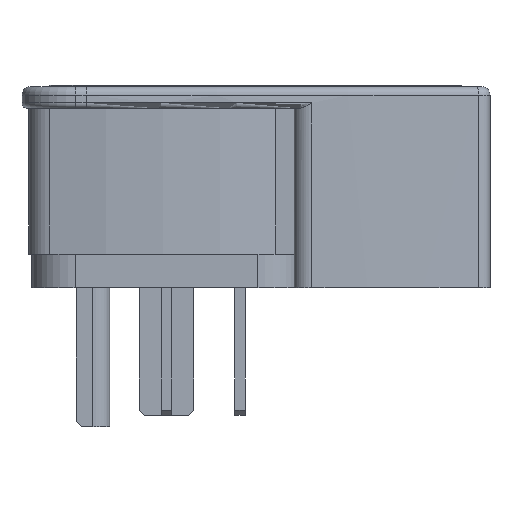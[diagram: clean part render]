
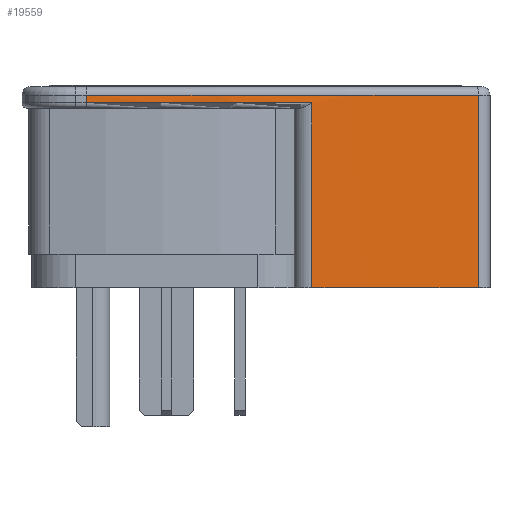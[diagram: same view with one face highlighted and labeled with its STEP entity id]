
A CAD part, left-side view. The second image highlights one B-rep face of the part: STEP entity #19559.
In plain terms, the highlighted cylindrical face has radius 762.247 mm (diameter 1524.49 mm), a partial arc.
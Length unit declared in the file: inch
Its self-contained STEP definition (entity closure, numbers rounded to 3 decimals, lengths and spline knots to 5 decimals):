
#81 = ORIENTED_EDGE ( 'NONE', *, *, #112066, .T. ) ;
#905 = AXIS2_PLACEMENT_3D ( 'NONE', #112756, #52978, #33553 ) ;
#2489 = VECTOR ( 'NONE', #20300, 39.37008 ) ;
#6043 = DIRECTION ( 'NONE',  ( 0., 0., -1. ) ) ;
#9979 = VERTEX_POINT ( 'NONE', #100526 ) ;
#11729 = VECTOR ( 'NONE', #6043, 39.37008 ) ;
#11979 = CARTESIAN_POINT ( 'NONE',  ( 28.62572, 0.5, 0. ) ) ;
#14155 = DIRECTION ( 'NONE',  ( 0., 0., -1. ) ) ;
#14729 = CARTESIAN_POINT ( 'NONE',  ( -1.1597, -3.16225, 1.797 ) ) ;
#16929 = ORIENTED_EDGE ( 'NONE', *, *, #38637, .T. ) ;
#19559 = ADVANCED_FACE ( 'NONE', ( #28133 ), #83630, .T. ) ;
#20300 = DIRECTION ( 'NONE',  ( 0., 0., -1. ) ) ;
#28133 = FACE_OUTER_BOUND ( 'NONE', #35561, .T. ) ;
#28970 = ORIENTED_EDGE ( 'NONE', *, *, #82242, .T. ) ;
#33553 = DIRECTION ( 'NONE',  ( -1., 0., 0. ) ) ;
#34550 = DIRECTION ( 'NONE',  ( 0., 0., 1. ) ) ;
#35561 = EDGE_LOOP ( 'NONE', ( #16929, #81, #28970, #50717, #99189, #122067 ) ) ;
#35860 = VECTOR ( 'NONE', #14155, 39.37008 ) ;
#38637 = EDGE_CURVE ( 'NONE', #96635, #9979, #67664, .T. ) ;
#39321 = DIRECTION ( 'NONE',  ( 0., 0., -1. ) ) ;
#39651 = DIRECTION ( 'NONE',  ( 1., 0., 0. ) ) ;
#40422 = EDGE_CURVE ( 'NONE', #95945, #82567, #120597, .T. ) ;
#41325 = DIRECTION ( 'NONE',  ( 0., 0., 1. ) ) ;
#44597 = CARTESIAN_POINT ( 'NONE',  ( -1.30987, -1.60796, 1.725 ) ) ;
#46593 = CARTESIAN_POINT ( 'NONE',  ( -1.30987, -1.60796, 0. ) ) ;
#48576 = VERTEX_POINT ( 'NONE', #85562 ) ;
#50717 = ORIENTED_EDGE ( 'NONE', *, *, #71477, .T. ) ;
#51767 = CARTESIAN_POINT ( 'NONE',  ( -1.30987, -1.60796, 0.312 ) ) ;
#51793 = VERTEX_POINT ( 'NONE', #44597 ) ;
#52978 = DIRECTION ( 'NONE',  ( 0., 0., -1. ) ) ;
#55394 = CARTESIAN_POINT ( 'NONE',  ( -1.384, 0.5, 1.875 ) ) ;
#65886 = LINE ( 'NONE', #51767, #2489 ) ;
#67664 = CIRCLE ( 'NONE', #100407, 30.00972 ) ;
#71477 = EDGE_CURVE ( 'NONE', #51793, #95945, #65886, .T. ) ;
#75946 = AXIS2_PLACEMENT_3D ( 'NONE', #11979, #41325, #39651 ) ;
#82242 = EDGE_CURVE ( 'NONE', #48576, #51793, #118163, .T. ) ;
#82567 = VERTEX_POINT ( 'NONE', #109384 ) ;
#83630 = CYLINDRICAL_SURFACE ( 'NONE', #905, 30.00972 ) ;
#84257 = LINE ( 'NONE', #55394, #11729 ) ;
#84884 = AXIS2_PLACEMENT_3D ( 'NONE', #124480, #34550, #95290 ) ;
#85562 = CARTESIAN_POINT ( 'NONE',  ( -1.384, 0.5, 1.725 ) ) ;
#88308 = LINE ( 'NONE', #91379, #35860 ) ;
#88446 = CARTESIAN_POINT ( 'NONE',  ( 28.62572, 0.5, 1.797 ) ) ;
#91379 = CARTESIAN_POINT ( 'NONE',  ( -1.1597, -3.16225, 1.875 ) ) ;
#95290 = DIRECTION ( 'NONE',  ( -1., 0., 0. ) ) ;
#95945 = VERTEX_POINT ( 'NONE', #46593 ) ;
#96635 = VERTEX_POINT ( 'NONE', #14729 ) ;
#98387 = DIRECTION ( 'NONE',  ( 1., 0., 0. ) ) ;
#99189 = ORIENTED_EDGE ( 'NONE', *, *, #40422, .T. ) ;
#100407 = AXIS2_PLACEMENT_3D ( 'NONE', #88446, #39321, #98387 ) ;
#100526 = CARTESIAN_POINT ( 'NONE',  ( -1.384, 0.5, 1.797 ) ) ;
#109384 = CARTESIAN_POINT ( 'NONE',  ( -1.1597, -3.16225, 0. ) ) ;
#112066 = EDGE_CURVE ( 'NONE', #9979, #48576, #84257, .T. ) ;
#112756 = CARTESIAN_POINT ( 'NONE',  ( 28.62572, 0.5, 1.875 ) ) ;
#118163 = CIRCLE ( 'NONE', #84884, 30.00972 ) ;
#120597 = CIRCLE ( 'NONE', #75946, 30.00972 ) ;
#122067 = ORIENTED_EDGE ( 'NONE', *, *, #128067, .F. ) ;
#124480 = CARTESIAN_POINT ( 'NONE',  ( 28.62572, 0.5, 1.725 ) ) ;
#128067 = EDGE_CURVE ( 'NONE', #96635, #82567, #88308, .T. ) ;
